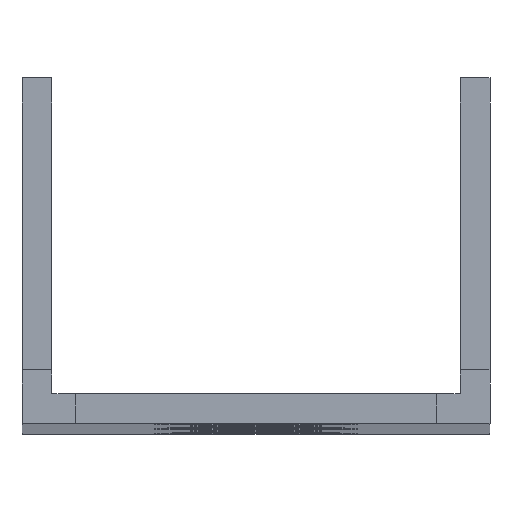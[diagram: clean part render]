
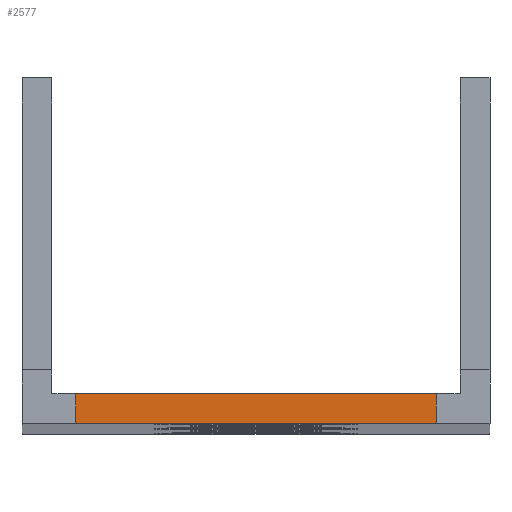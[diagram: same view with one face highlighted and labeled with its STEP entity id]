
A CAD part, top view. The second image highlights one B-rep face of the part: STEP entity #2577.
In plain terms, the highlighted planar face has unit normal (0, 0, 1).
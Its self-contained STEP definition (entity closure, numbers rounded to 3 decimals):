
#328=FACE_OUTER_BOUND('',#550,.T.);
#550=EDGE_LOOP('',(#1944,#1945,#1946,#1947));
#667=LINE('',#3714,#885);
#721=LINE('',#3993,#939);
#769=LINE('',#4188,#987);
#770=LINE('',#4190,#988);
#885=VECTOR('',#2977,10.);
#939=VECTOR('',#3209,10.);
#987=VECTOR('',#3365,10.);
#988=VECTOR('',#3368,10.);
#1103=VERTEX_POINT('',#3711);
#1104=VERTEX_POINT('',#3713);
#1239=VERTEX_POINT('',#3990);
#1240=VERTEX_POINT('',#3992);
#1339=EDGE_CURVE('',#1103,#1104,#667,.T.);
#1478=EDGE_CURVE('',#1240,#1239,#721,.T.);
#1577=EDGE_CURVE('',#1239,#1104,#769,.T.);
#1578=EDGE_CURVE('',#1103,#1240,#770,.T.);
#1944=ORIENTED_EDGE('',*,*,#1577,.T.);
#1945=ORIENTED_EDGE('',*,*,#1339,.F.);
#1946=ORIENTED_EDGE('',*,*,#1578,.T.);
#1947=ORIENTED_EDGE('',*,*,#1478,.T.);
#2404=PLANE('',#2856);
#2577=ADVANCED_FACE('',(#328),#2404,.F.);
#2856=AXIS2_PLACEMENT_3D('',#4189,#3366,#3367);
#2977=DIRECTION('',(-1.,0.,0.));
#3209=DIRECTION('',(-1.,0.,0.));
#3365=DIRECTION('',(0.,-1.,0.));
#3366=DIRECTION('center_axis',(0.,0.,
-1.));
#3367=DIRECTION('ref_axis',(-1.,0.,0.));
#3368=DIRECTION('',(0.,1.,0.));
#3711=CARTESIAN_POINT('',(-29.365,0.,0.));
#3713=CARTESIAN_POINT('',(-59.635,0.,0.));
#3714=CARTESIAN_POINT('',(0.,0.,0.));
#3990=CARTESIAN_POINT('',(-59.635,2.5,0.));
#3992=CARTESIAN_POINT('',(-29.365,2.5,0.));
#3993=CARTESIAN_POINT('',(0.,2.5,0.));
#4188=CARTESIAN_POINT('',(-59.635,1.25,0.));
#4189=CARTESIAN_POINT('Origin',(-20.615,4.5,0.));
#4190=CARTESIAN_POINT('',(-29.365,1.25,0.));
